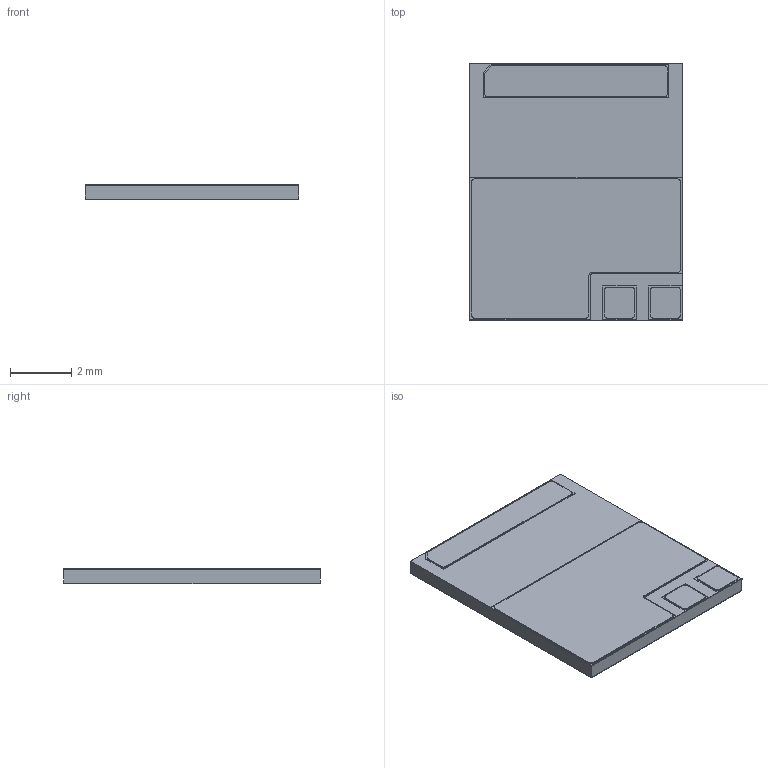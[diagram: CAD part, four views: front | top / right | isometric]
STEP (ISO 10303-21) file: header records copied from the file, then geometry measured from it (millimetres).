
FILE_DESCRIPTION (( 'STEP AP214' ), '1' );
FILE_NAME ('GS66508B - 2017-11-8.STEP', '2017-11-08T18:30:19', ( 'Gan' ), ( '' ), 'SwSTEP 2.0', 'SolidWorks 2017', '' );
FILE_SCHEMA (( 'AUTOMOTIVE_DESIGN' ));
Length unit declared in the file: millimetre
Products named in the file (5): PCB Bottom CDMM; Package; GS66508B - 2017-11-8; Soldermask Top; Soldermask Bottom CDMM
Assembly tree (4 placements, depth 2):
  GS66508B - 2017-11-8
    Package
    PCB Bottom CDMM
    Soldermask Bottom CDMM
    Soldermask Top
Bounding box: 6.98 x 8.38 x 0.51 mm (x, y, z)
Volume: 29.3 mm3; surface area: 364.2 mm2
Topology: 7 solids, 7 shells, 82 faces, 204 edges, 136 vertices
Faces by surface type: plane 64, cylinder 18
Entity records: 2665 total; most frequent: CARTESIAN_POINT 429, DIRECTION 418, ORIENTED_EDGE 408, EDGE_CURVE 204, VECTOR 168, LINE 168, VERTEX_POINT 136, AXIS2_PLACEMENT_3D 125
